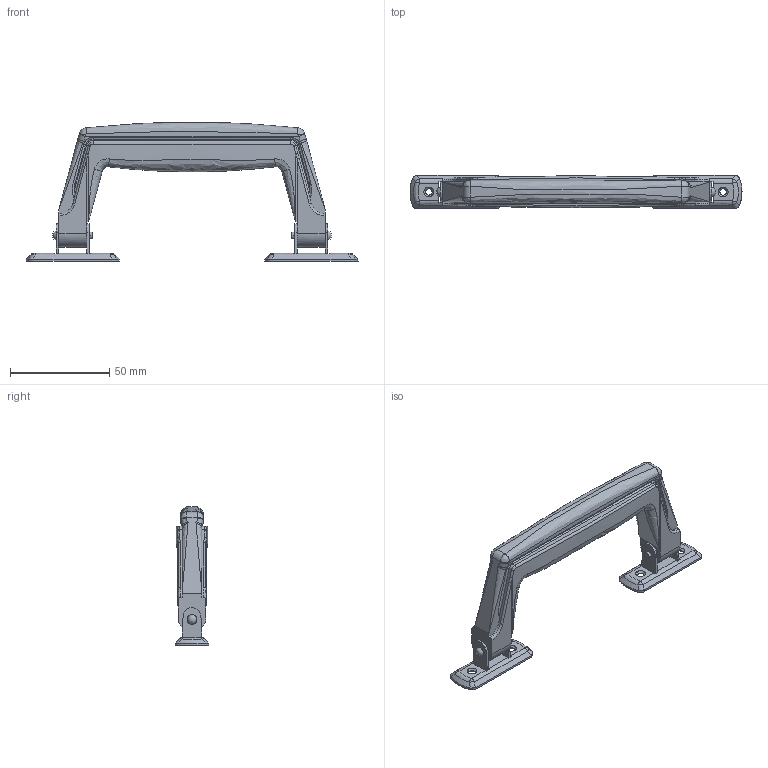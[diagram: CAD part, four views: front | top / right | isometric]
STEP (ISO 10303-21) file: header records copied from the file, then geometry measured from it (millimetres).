
FILE_DESCRIPTION((''),'2;1');
FILE_NAME('','2005-10-07T11:49:00',(''),(''),'','CADfix','');
FILE_SCHEMA(('AUTOMOTIVE_DESIGN'));
Length unit declared in the file: millimetre
Products named in the file (5): joint; pin; bracket; grip; THA_143_27760_36
Assembly tree (7 placements, depth 2):
  THA_143_27760_36
    joint  x2
    pin  x2
    bracket  x2
    grip
Bounding box: 167 x 17 x 69.77 mm (x, y, z)
Volume: 51172.7 mm3; surface area: 20394.7 mm2
Topology: 7 solids, 7 shells, 356 faces, 992 edges, 634 vertices
Faces by surface type: bspline 356
Entity records: 11318 total; most frequent: CARTESIAN_POINT 7465, ORIENTED_EDGE 1358, EDGE_CURVE 679, VERTEX_POINT 431, EDGE_LOOP 268, QUASI_UNIFORM_CURVE 256, FACE_OUTER_BOUND 254, ADVANCED_FACE 254
